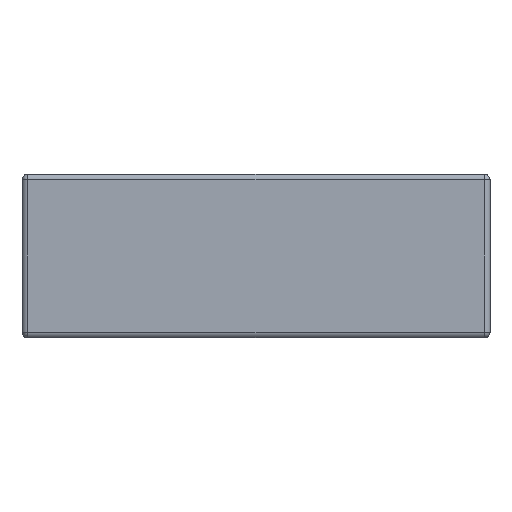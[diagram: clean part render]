
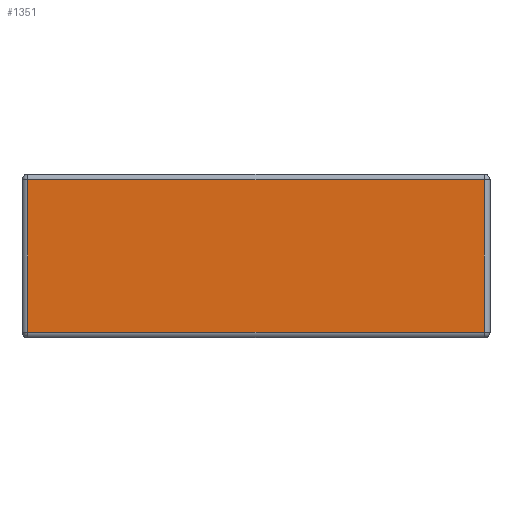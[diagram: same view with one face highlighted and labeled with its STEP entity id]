
A CAD part, front view. The second image highlights one B-rep face of the part: STEP entity #1351.
In plain terms, the highlighted planar face has unit normal (0, -1, 0).
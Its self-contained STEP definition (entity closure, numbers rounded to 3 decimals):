
#22 = VECTOR ( 'NONE', #238, 1000. ) ;
#28 = CARTESIAN_POINT ( 'NONE',  ( 5.85, -3.9, 0.15 ) ) ;
#31 = EDGE_CURVE ( 'NONE', #2307, #429, #138, .T. ) ;
#109 = CARTESIAN_POINT ( 'NONE',  ( -5.85, -3.9, 4.2 ) ) ;
#138 = LINE ( 'NONE', #626, #22 ) ;
#216 = FACE_OUTER_BOUND ( 'NONE', #793, .T. ) ;
#238 = DIRECTION ( 'NONE',  ( -1., 0., 0. ) ) ;
#248 = LINE ( 'NONE', #1625, #1778 ) ;
#304 = DIRECTION ( 'NONE',  ( 0., 0., -1. ) ) ;
#322 = ORIENTED_EDGE ( 'NONE', *, *, #454, .T. ) ;
#429 = VERTEX_POINT ( 'NONE', #1996 ) ;
#454 = EDGE_CURVE ( 'NONE', #1571, #2307, #1944, .T. ) ;
#458 = VECTOR ( 'NONE', #1812, 1000. ) ;
#477 = LINE ( 'NONE', #109, #1577 ) ;
#560 = AXIS2_PLACEMENT_3D ( 'NONE', #630, #1900, #992 ) ;
#590 = ORIENTED_EDGE ( 'NONE', *, *, #2358, .T. ) ;
#626 = CARTESIAN_POINT ( 'NONE',  ( -6., -3.9, 4.05 ) ) ;
#630 = CARTESIAN_POINT ( 'NONE',  ( -6., -3.9, 4.2 ) ) ;
#648 = CARTESIAN_POINT ( 'NONE',  ( -5.85, -3.9, 0.15 ) ) ;
#712 = CARTESIAN_POINT ( 'NONE',  ( 5.85, -3.9, 4.2 ) ) ;
#793 = EDGE_LOOP ( 'NONE', ( #941, #590, #1117, #322 ) ) ;
#941 = ORIENTED_EDGE ( 'NONE', *, *, #31, .T. ) ;
#992 = DIRECTION ( 'NONE',  ( 0., 0., 1. ) ) ;
#1057 = CARTESIAN_POINT ( 'NONE',  ( 5.85, -3.9, 4.05 ) ) ;
#1117 = ORIENTED_EDGE ( 'NONE', *, *, #1461, .T. ) ;
#1218 = PLANE ( 'NONE',  #560 ) ;
#1351 = ADVANCED_FACE ( 'NONE', ( #216 ), #1218, .F. ) ;
#1461 = EDGE_CURVE ( 'NONE', #1796, #1571, #248, .T. ) ;
#1571 = VERTEX_POINT ( 'NONE', #28 ) ;
#1577 = VECTOR ( 'NONE', #304, 1000. ) ;
#1625 = CARTESIAN_POINT ( 'NONE',  ( 6., -3.9, 0.15 ) ) ;
#1778 = VECTOR ( 'NONE', #2000, 1000. ) ;
#1796 = VERTEX_POINT ( 'NONE', #648 ) ;
#1812 = DIRECTION ( 'NONE',  ( 0., 0., 1. ) ) ;
#1900 = DIRECTION ( 'NONE',  ( 0., 1., 0. ) ) ;
#1944 = LINE ( 'NONE', #712, #458 ) ;
#1996 = CARTESIAN_POINT ( 'NONE',  ( -5.85, -3.9, 4.05 ) ) ;
#2000 = DIRECTION ( 'NONE',  ( 1., 0., 0. ) ) ;
#2307 = VERTEX_POINT ( 'NONE', #1057 ) ;
#2358 = EDGE_CURVE ( 'NONE', #429, #1796, #477, .T. ) ;
